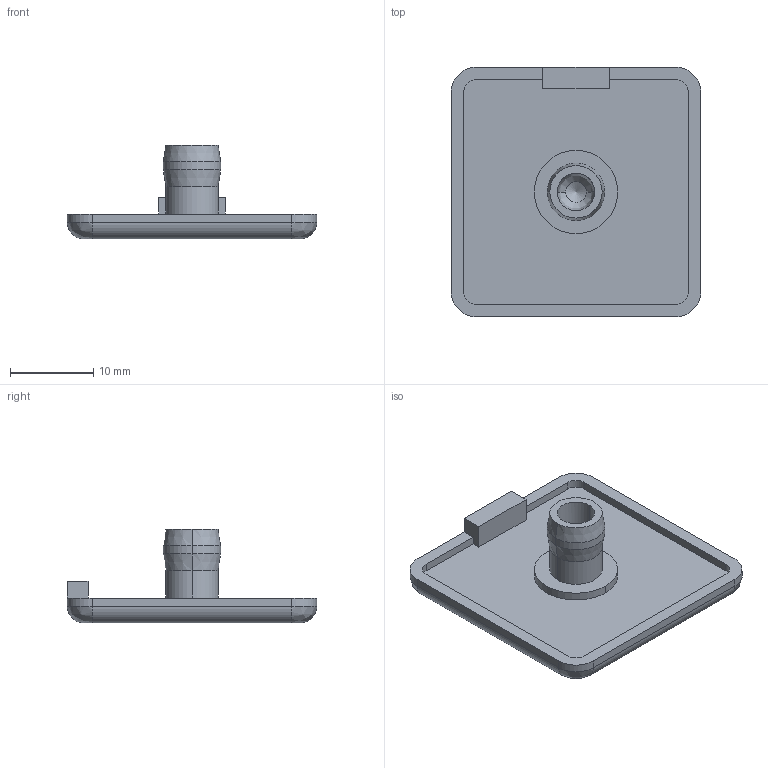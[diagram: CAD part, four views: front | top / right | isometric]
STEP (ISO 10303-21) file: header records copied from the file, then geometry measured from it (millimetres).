
FILE_DESCRIPTION (( 'STEP AP214' ), '1' );
FILE_NAME ('BASE08H1347-Embout 8 30x30 ép. 3mm.step', '2023-03-24T09:51:25', ( 'Altae' ), ( '' ), 'SwSTEP 2.0', 'SolidWorks 2021', '' );
FILE_SCHEMA (( 'AUTOMOTIVE_DESIGN' ));
Length unit declared in the file: millimetre
Products named in the file (1): BASE08H1347-Embout 8 30x30 廧. 3mm
Bounding box: 30 x 30 x 11.3 mm (x, y, z)
Volume: 2125.7 mm3; surface area: 2492.3 mm2
Topology: 1 solids, 1 shells, 49 faces, 118 edges, 73 vertices
Faces by surface type: cylinder 20, plane 18, bspline 6, cone 5
Entity records: 1672 total; most frequent: CARTESIAN_POINT 520, DIRECTION 234, ORIENTED_EDGE 232, EDGE_CURVE 116, AXIS2_PLACEMENT_3D 84, VERTEX_POINT 72, VECTOR 66, LINE 66
